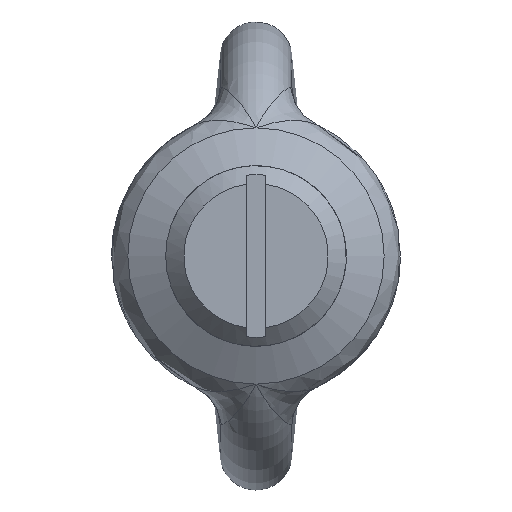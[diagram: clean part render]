
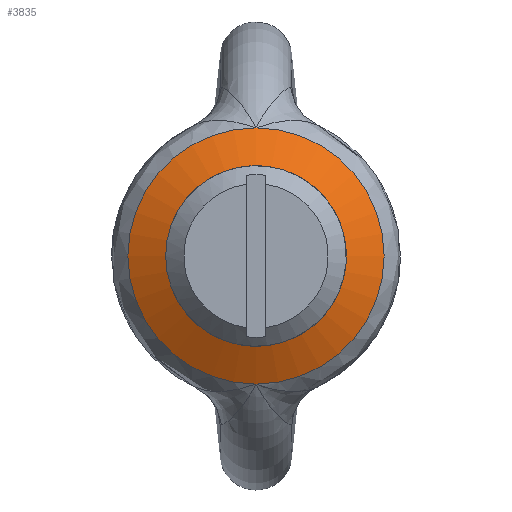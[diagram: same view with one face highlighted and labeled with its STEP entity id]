
A CAD part, front view. The second image highlights one B-rep face of the part: STEP entity #3835.
In plain terms, the highlighted free-form (B-spline) face has degree [2, 2] with [3, 3] control points.
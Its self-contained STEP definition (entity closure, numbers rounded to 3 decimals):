
#254=CARTESIAN_POINT('',(-5.0,-12.,0.));
#255=VERTEX_POINT('',#254);
#256=CARTESIAN_POINT('',(0.0,-12.,0.0));
#257=DIRECTION('',(0.0,1.0,0.0));
#258=DIRECTION('',(1.0,0.0,0.0));
#259=AXIS2_PLACEMENT_3D('',#256,#257,#258);
#260=CIRCLE('',#259,5.0);
#261=EDGE_CURVE('',#255,#255,#260,.T.);
#2084=CARTESIAN_POINT('',(0.,-10.896,-7.091));
#2085=VERTEX_POINT('',#2084);
#2455=CARTESIAN_POINT('',(0.,-10.896,7.091));
#2456=VERTEX_POINT('',#2455);
#2766=CARTESIAN_POINT('',(0.0,-10.896,0.0));
#2767=DIRECTION('',(0.0,1.0,0.0));
#2768=DIRECTION('',(-1.0,0.0,0.0));
#2769=AXIS2_PLACEMENT_3D('',#2766,#2767,#2768);
#2770=CIRCLE('',#2769,7.091);
#2771=EDGE_CURVE('',#2085,#2456,#2770,.T.);
#3798=CARTESIAN_POINT('',(0.0,-10.896,0.0));
#3799=DIRECTION('',(0.0,1.0,0.0));
#3800=DIRECTION('',(-1.0,0.0,0.0));
#3801=AXIS2_PLACEMENT_3D('',#3798,#3799,#3800);
#3802=CIRCLE('',#3801,7.091);
#3803=EDGE_CURVE('',#2456,#2085,#3802,.T.);
#3811=CARTESIAN_POINT('',(5.943,-9.132,-7.091));
#3812=CARTESIAN_POINT('',(8.46,-13.0,0.0));
#3813=CARTESIAN_POINT('',(5.943,-9.132,7.091));
#3814=CARTESIAN_POINT('',(0.,-13.0,-7.091));
#3815=CARTESIAN_POINT('',(0.,-18.506,0.0));
#3816=CARTESIAN_POINT('',(0.,-13.0,7.091));
#3817=CARTESIAN_POINT('',(-5.943,-9.132,-7.091));
#3818=CARTESIAN_POINT('',(-8.46,-13.,0.0));
#3819=CARTESIAN_POINT('',(-5.943,-9.132,7.091));
#3827=(BOUNDED_SURFACE()B_SPLINE_SURFACE(2,2,((#3811,#3814,#3817),(#3812,#3815,#3818),(#3813,#3816,#3819)),.UNSPECIFIED.,.F.,.F.,.U.)B_SPLINE_SURFACE_WITH_KNOTS((3,3),(3,3),(-0.577,0.577),(0.0,1.154),.UNSPECIFIED.)GEOMETRIC_REPRESENTATION_ITEM()RATIONAL_B_SPLINE_SURFACE(((1.0,0.838,1.0),(0.838,0.702,0.838),(1.0,0.838,1.0)))REPRESENTATION_ITEM('')SURFACE());
#3828=ORIENTED_EDGE('',*,*,#261,.T.);
#3829=EDGE_LOOP('',(#3828));
#3830=FACE_OUTER_BOUND('',#3829,.T.);
#3831=ORIENTED_EDGE('',*,*,#3803,.F.);
#3832=ORIENTED_EDGE('',*,*,#2771,.F.);
#3833=EDGE_LOOP('',(#3831,#3832));
#3834=FACE_BOUND('',#3833,.T.);
#3835=ADVANCED_FACE('',(#3830,#3834),#3827,.T.);
